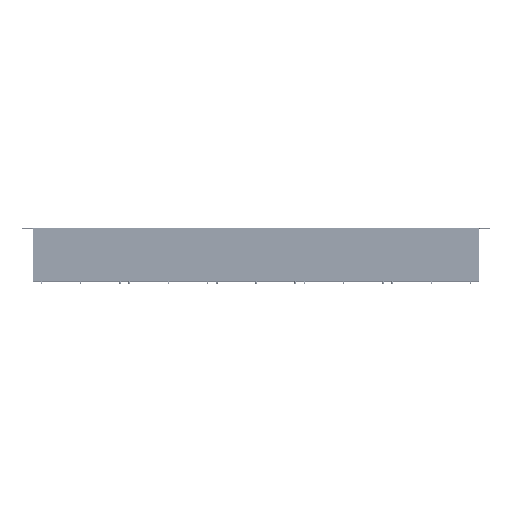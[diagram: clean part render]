
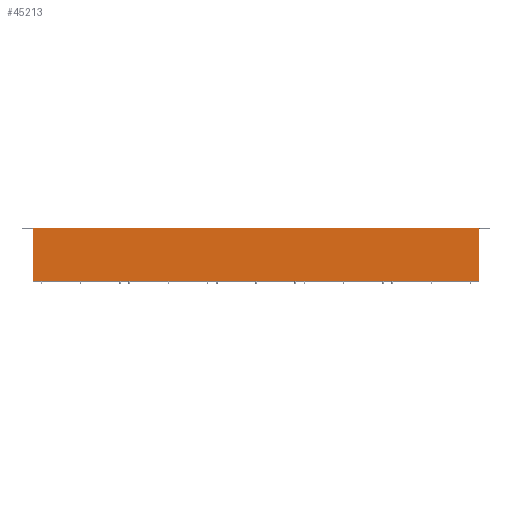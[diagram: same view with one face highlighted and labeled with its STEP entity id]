
A CAD part, top view. The second image highlights one B-rep face of the part: STEP entity #45213.
In plain terms, the highlighted planar face has unit normal (0, 0, 1).
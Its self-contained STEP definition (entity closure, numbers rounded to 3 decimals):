
#3151 = VERTEX_POINT ( 'NONE', #37312 ) ;
#3652 = EDGE_CURVE ( 'NONE', #33043, #43566, #4081, .T. ) ;
#4081 = LINE ( 'NONE', #38062, #24145 ) ;
#4280 = VERTEX_POINT ( 'NONE', #19938 ) ;
#6047 = FACE_OUTER_BOUND ( 'NONE', #11467, .T. ) ;
#7065 = ORIENTED_EDGE ( 'NONE', *, *, #21526, .F. ) ;
#11467 = EDGE_LOOP ( 'NONE', ( #30606, #20938, #7065, #38303 ) ) ;
#17431 = EDGE_CURVE ( 'NONE', #43566, #4280, #26092, .T. ) ;
#17735 = VECTOR ( 'NONE', #46905, 1000. ) ;
#18571 = CARTESIAN_POINT ( 'NONE',  ( 1082., -128., 0. ) ) ;
#19938 = CARTESIAN_POINT ( 'NONE',  ( 0., -128., 0. ) ) ;
#20081 = EDGE_CURVE ( 'NONE', #3151, #4280, #32026, .T. ) ;
#20938 = ORIENTED_EDGE ( 'NONE', *, *, #20081, .F. ) ;
#21526 = EDGE_CURVE ( 'NONE', #33043, #3151, #49731, .T. ) ;
#23186 = DIRECTION ( 'NONE',  ( -1., 0., 0. ) ) ;
#24145 = VECTOR ( 'NONE', #34114, 1000. ) ;
#26092 = LINE ( 'NONE', #38058, #50513 ) ;
#27393 = PLANE ( 'NONE',  #55201 ) ;
#30606 = ORIENTED_EDGE ( 'NONE', *, *, #17431, .T. ) ;
#31329 = CARTESIAN_POINT ( 'NONE',  ( 1082., 0., 0. ) ) ;
#32026 = LINE ( 'NONE', #18571, #50921 ) ;
#32153 = DIRECTION ( 'NONE',  ( 0., 0., -1. ) ) ;
#33043 = VERTEX_POINT ( 'NONE', #49802 ) ;
#34114 = DIRECTION ( 'NONE',  ( -1., 0., 0. ) ) ;
#37312 = CARTESIAN_POINT ( 'NONE',  ( 1082., -128., 0. ) ) ;
#38058 = CARTESIAN_POINT ( 'NONE',  ( 0., 0., 0. ) ) ;
#38062 = CARTESIAN_POINT ( 'NONE',  ( 1082., 0., 0. ) ) ;
#38303 = ORIENTED_EDGE ( 'NONE', *, *, #3652, .T. ) ;
#41611 = CARTESIAN_POINT ( 'NONE',  ( 1082., 0., 0. ) ) ;
#42530 = DIRECTION ( 'NONE',  ( 0., -1., 0. ) ) ;
#43566 = VERTEX_POINT ( 'NONE', #48067 ) ;
#45213 = ADVANCED_FACE ( 'NONE', ( #6047 ), #27393, .F. ) ;
#46905 = DIRECTION ( 'NONE',  ( 0., -1., 0. ) ) ;
#48067 = CARTESIAN_POINT ( 'NONE',  ( 0., 0., 0. ) ) ;
#49731 = LINE ( 'NONE', #41611, #17735 ) ;
#49802 = CARTESIAN_POINT ( 'NONE',  ( 1082., 0., 0. ) ) ;
#50469 = DIRECTION ( 'NONE',  ( -1., 0., 0. ) ) ;
#50513 = VECTOR ( 'NONE', #42530, 1000. ) ;
#50921 = VECTOR ( 'NONE', #50469, 1000. ) ;
#55201 = AXIS2_PLACEMENT_3D ( 'NONE', #31329, #32153, #23186 ) ;
